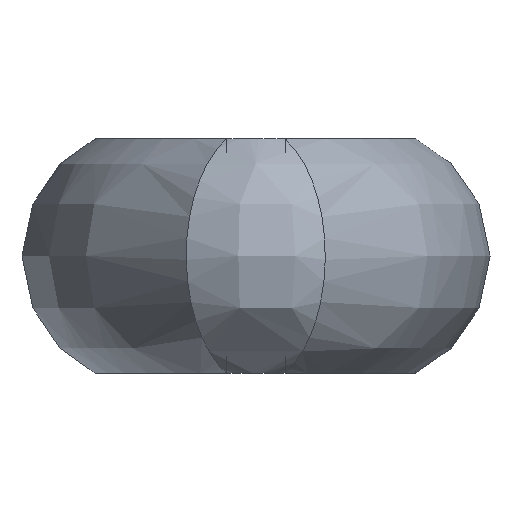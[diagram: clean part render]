
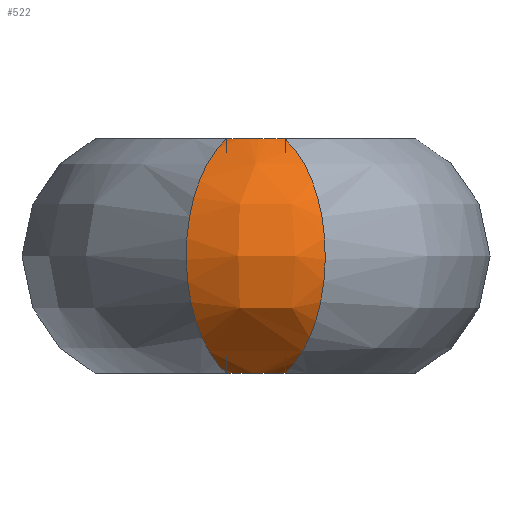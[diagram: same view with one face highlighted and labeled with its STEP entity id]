
A CAD part, left-side view. The second image highlights one B-rep face of the part: STEP entity #522.
In plain terms, the highlighted free-form (B-spline) face has degree [3, 3] with [4, 8] control points.
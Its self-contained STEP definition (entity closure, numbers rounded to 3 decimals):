
#3 = CARTESIAN_POINT ( 'NONE',  ( -56.683, -0.48, 0.636 ) ) ;
#7 = EDGE_LOOP ( 'NONE', ( #369, #29, #388, #625 ) ) ;
#20 = CARTESIAN_POINT ( 'NONE',  ( -55.542, -0.373, -1.2 ) ) ;
#27 = CARTESIAN_POINT ( 'NONE',  ( -55.467, -0.028, 1.2 ) ) ;
#29 = ORIENTED_EDGE ( 'NONE', *, *, #162, .F. ) ;
#43 =( BOUNDED_CURVE ( )  B_SPLINE_CURVE ( 3, ( #27, #911, #640, #483 ),
 .UNSPECIFIED., .F., .F. ) 
 B_SPLINE_CURVE_WITH_KNOTS ( ( 4, 4 ),
 ( 0., 0.522 ),
 .UNSPECIFIED. ) 
 CURVE ( )  GEOMETRIC_REPRESENTATION_ITEM ( )  RATIONAL_B_SPLINE_CURVE ( ( 1., 0.629, 0.629, 1. ) ) 
 REPRESENTATION_ITEM ( '' )  );
#59 = CARTESIAN_POINT ( 'NONE',  ( -55.513, -0.129, -1.2 ) ) ;
#64 = CARTESIAN_POINT ( 'NONE',  ( -56.421, 0.602, -0.636 ) ) ;
#80 = CARTESIAN_POINT ( 'NONE',  ( -55.513, -0.129, 1.2 ) ) ;
#89 = CARTESIAN_POINT ( 'NONE',  ( -55.467, -0.028, -1.2 ) ) ;
#103 = CARTESIAN_POINT ( 'NONE',  ( -55.513, -0.129, 1.2 ) ) ;
#120 = CARTESIAN_POINT ( 'NONE',  ( -55.467, -0.028, 1.2 ) ) ;
#126 = CARTESIAN_POINT ( 'NONE',  ( -55.467, -0.628, -1.2 ) ) ;
#128 = EDGE_CURVE ( 'NONE', #179, #541, #449, .T. ) ;
#130 = CARTESIAN_POINT ( 'NONE',  ( -56.62, 0.22, 0.636 ) ) ;
#136 = CARTESIAN_POINT ( 'NONE',  ( -55.467, -0.628, -1.2 ) ) ;
#141 = CARTESIAN_POINT ( 'NONE',  ( -55.538, -0.247, -1.2 ) ) ;
#148 = CARTESIAN_POINT ( 'NONE',  ( -56.421, 0.602, 0.636 ) ) ;
#155 = CARTESIAN_POINT ( 'NONE',  ( -56.62, 0.22, -0.636 ) ) ;
#162 = EDGE_CURVE ( 'NONE', #179, #863, #837, .T. ) ;
#179 = VERTEX_POINT ( 'NONE', #939 ) ;
#220 = CARTESIAN_POINT ( 'NONE',  ( -56.672, -0.085, -0.636 ) ) ;
#224 = VERTEX_POINT ( 'NONE', #893 ) ;
#228 = CARTESIAN_POINT ( 'NONE',  ( -56.421, -1.258, 0.636 ) ) ;
#229 = CARTESIAN_POINT ( 'NONE',  ( -56.421, -1.258, 0.636 ) ) ;
#269 = CARTESIAN_POINT ( 'NONE',  ( -55.538, -0.247, 1.2 ) ) ;
#301 = CARTESIAN_POINT ( 'NONE',  ( -56.646, -0.815, 0.636 ) ) ;
#308 = CARTESIAN_POINT ( 'NONE',  ( -55.467, -0.628, 1.2 ) ) ;
#311 = CARTESIAN_POINT ( 'NONE',  ( -55.467, -0.628, 1.2 ) ) ;
#320 = CARTESIAN_POINT ( 'NONE',  ( -55.467, -0.628, 1.2 ) ) ;
#343 =( BOUNDED_SURFACE ( )  B_SPLINE_SURFACE ( 3, 3, ( 
 ( #660, #523, #59, #141, #957, #364, #604, #136 ),
 ( #64, #884, #155, #220, #535, #376, #814, #517 ),
 ( #148, #746, #130, #436, #3, #301, #891, #228 ),
 ( #598, #945, #80, #465, #734, #384, #679, #308 ) ),
 .UNSPECIFIED., .F., .F., .F. ) 
 B_SPLINE_SURFACE_WITH_KNOTS ( ( 4, 4 ),
 ( 4, 1, 1, 1, 1, 4 ),
 ( 0., 0.501 ),
 ( 0., 0.191, 0.377, 0.561, 0.777, 1. ),
 .UNSPECIFIED. ) 
 GEOMETRIC_REPRESENTATION_ITEM ( )  RATIONAL_B_SPLINE_SURFACE ( (
 ( 1., 1., 1., 1., 1., 1., 1., 1.),
 ( 0.629, 0.629, 0.629, 0.629, 0.629, 0.629, 0.629, 0.629),
 ( 0.629, 0.629, 0.629, 0.629, 0.629, 0.629, 0.629, 0.629),
 ( 1., 1., 1., 1., 1., 1., 1., 1.) ) ) 
 REPRESENTATION_ITEM ( '' )  SURFACE ( )  );
#361 = CARTESIAN_POINT ( 'NONE',  ( -55.467, -0.028, 1.2 ) ) ;
#364 = CARTESIAN_POINT ( 'NONE',  ( -55.52, -0.508, -1.2 ) ) ;
#369 = ORIENTED_EDGE ( 'NONE', *, *, #918, .T. ) ;
#376 = CARTESIAN_POINT ( 'NONE',  ( -56.646, -0.815, -0.636 ) ) ;
#384 = CARTESIAN_POINT ( 'NONE',  ( -55.52, -0.508, 1.2 ) ) ;
#388 = ORIENTED_EDGE ( 'NONE', *, *, #128, .T. ) ;
#390 = CARTESIAN_POINT ( 'NONE',  ( -55.485, -0.061, -1.2 ) ) ;
#401 = CARTESIAN_POINT ( 'NONE',  ( -55.538, -0.247, -1.2 ) ) ;
#407 = CARTESIAN_POINT ( 'NONE',  ( -55.467, -0.628, -1.2 ) ) ;
#409 = CARTESIAN_POINT ( 'NONE',  ( -55.485, -0.061, 1.2 ) ) ;
#418 = CARTESIAN_POINT ( 'NONE',  ( -55.542, -0.373, 1.2 ) ) ;
#436 = CARTESIAN_POINT ( 'NONE',  ( -56.672, -0.085, 0.636 ) ) ;
#449 =( BOUNDED_CURVE ( )  B_SPLINE_CURVE ( 3, ( #311, #553, #473, #418, #269, #103, #409, #120 ),
 .UNSPECIFIED., .F., .T. ) 
 B_SPLINE_CURVE_WITH_KNOTS ( ( 4, 1, 1, 1, 1, 4 ),
 ( 0., 0.223, 0.439, 0.623, 0.809, 1. ),
 .UNSPECIFIED. ) 
 CURVE ( )  GEOMETRIC_REPRESENTATION_ITEM ( )  RATIONAL_B_SPLINE_CURVE ( ( 1., 1., 1., 1., 1., 1., 1., 1. ) ) 
 REPRESENTATION_ITEM ( '' )  );
#465 = CARTESIAN_POINT ( 'NONE',  ( -55.538, -0.247, 1.2 ) ) ;
#473 = CARTESIAN_POINT ( 'NONE',  ( -55.52, -0.508, 1.2 ) ) ;
#483 = CARTESIAN_POINT ( 'NONE',  ( -55.467, -0.028, -1.2 ) ) ;
#517 = CARTESIAN_POINT ( 'NONE',  ( -56.421, -1.258, -0.636 ) ) ;
#522 = ADVANCED_FACE ( 'NONE', ( #592 ), #343, .F. ) ;
#523 = CARTESIAN_POINT ( 'NONE',  ( -55.485, -0.061, -1.2 ) ) ;
#535 = CARTESIAN_POINT ( 'NONE',  ( -56.683, -0.48, -0.636 ) ) ;
#541 = VERTEX_POINT ( 'NONE', #361 ) ;
#553 = CARTESIAN_POINT ( 'NONE',  ( -55.488, -0.589, 1.2 ) ) ;
#592 = FACE_OUTER_BOUND ( 'NONE', #7, .T. ) ;
#598 = CARTESIAN_POINT ( 'NONE',  ( -55.467, -0.028, 1.2 ) ) ;
#604 = CARTESIAN_POINT ( 'NONE',  ( -55.488, -0.589, -1.2 ) ) ;
#609 = B_SPLINE_CURVE_WITH_KNOTS ( 'NONE', 3,
 ( #89, #390, #686, #401, #20, #838, #695, #407 ),
 .UNSPECIFIED., .F., .F.,
 ( 4, 1, 1, 1, 1, 4 ),
 ( 0., 0.191, 0.377, 0.561, 0.777, 1. ),
 .UNSPECIFIED. ) ;
#625 = ORIENTED_EDGE ( 'NONE', *, *, #942, .T. ) ;
#640 = CARTESIAN_POINT ( 'NONE',  ( -56.421, 0.602, -0.636 ) ) ;
#660 = CARTESIAN_POINT ( 'NONE',  ( -55.467, -0.028, -1.2 ) ) ;
#679 = CARTESIAN_POINT ( 'NONE',  ( -55.488, -0.589, 1.2 ) ) ;
#686 = CARTESIAN_POINT ( 'NONE',  ( -55.513, -0.129, -1.2 ) ) ;
#695 = CARTESIAN_POINT ( 'NONE',  ( -55.488, -0.589, -1.2 ) ) ;
#734 = CARTESIAN_POINT ( 'NONE',  ( -55.542, -0.373, 1.2 ) ) ;
#746 = CARTESIAN_POINT ( 'NONE',  ( -56.439, 0.568, 0.636 ) ) ;
#753 = CARTESIAN_POINT ( 'NONE',  ( -56.421, -1.258, -0.636 ) ) ;
#790 = CARTESIAN_POINT ( 'NONE',  ( -55.467, -0.628, -1.2 ) ) ;
#814 = CARTESIAN_POINT ( 'NONE',  ( -56.443, -1.219, -0.636 ) ) ;
#837 =( BOUNDED_CURVE ( )  B_SPLINE_CURVE ( 3, ( #320, #229, #753, #126 ),
 .UNSPECIFIED., .F., .T. ) 
 B_SPLINE_CURVE_WITH_KNOTS ( ( 4, 4 ),
 ( 0., 0.501 ),
 .UNSPECIFIED. ) 
 CURVE ( )  GEOMETRIC_REPRESENTATION_ITEM ( )  RATIONAL_B_SPLINE_CURVE ( ( 1., 0.629, 0.629, 1. ) ) 
 REPRESENTATION_ITEM ( '' )  );
#838 = CARTESIAN_POINT ( 'NONE',  ( -55.52, -0.508, -1.2 ) ) ;
#863 = VERTEX_POINT ( 'NONE', #790 ) ;
#884 = CARTESIAN_POINT ( 'NONE',  ( -56.439, 0.568, -0.636 ) ) ;
#891 = CARTESIAN_POINT ( 'NONE',  ( -56.443, -1.219, 0.636 ) ) ;
#893 = CARTESIAN_POINT ( 'NONE',  ( -55.467, -0.028, -1.2 ) ) ;
#911 = CARTESIAN_POINT ( 'NONE',  ( -56.421, 0.602, 0.636 ) ) ;
#918 = EDGE_CURVE ( 'NONE', #224, #863, #609, .T. ) ;
#939 = CARTESIAN_POINT ( 'NONE',  ( -55.467, -0.628, 1.2 ) ) ;
#942 = EDGE_CURVE ( 'NONE', #541, #224, #43, .T. ) ;
#945 = CARTESIAN_POINT ( 'NONE',  ( -55.485, -0.061, 1.2 ) ) ;
#957 = CARTESIAN_POINT ( 'NONE',  ( -55.542, -0.373, -1.2 ) ) ;
